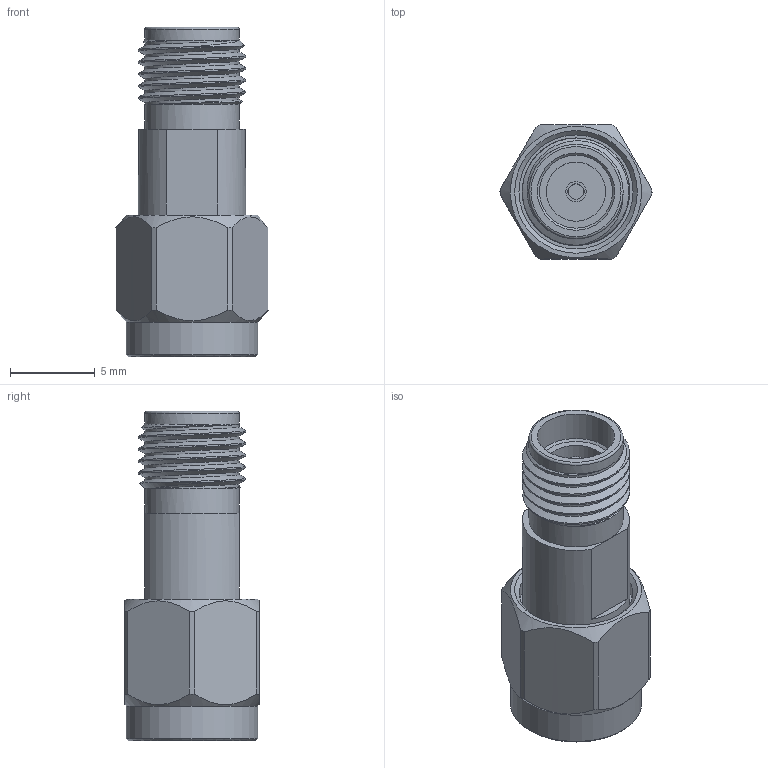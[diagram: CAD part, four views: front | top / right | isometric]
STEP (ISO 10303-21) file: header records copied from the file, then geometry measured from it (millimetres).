
FILE_DESCRIPTION (( 'STEP AP203' ), '1' );
FILE_NAME ('PE9332_3D.step', '2020-07-14T21:36:19', ( '' ), ( '' ), 'SwSTEP 2.0', 'SolidWorks 2018', '' );
FILE_SCHEMA (( 'CONFIG_CONTROL_DESIGN' ));
Length unit declared in the file: inch
Products named in the file (1): PE9332_3D
Bounding box: 8.99 x 7.94 x 19.5 mm (x, y, z)
Volume: 565.1 mm3; surface area: 914.3 mm2
Topology: 2 solids, 2 shells, 77 faces, 204 edges, 140 vertices
Faces by surface type: plane 33, cylinder 28, cone 9, bspline 6, torus 1
Full cylindrical faces by diameter (mm): 0.919 x1, 0.94 x1, 1.194 x3, 3.5 x2, 4.445 x1, 4.572 x1, 5.582 x2, 6.35 x7, 6.746 x1, 7.762 x1
Entity records: 5686 total; most frequent: CARTESIAN_POINT 4057, ORIENTED_EDGE 334, DIRECTION 268, EDGE_CURVE 167, VERTEX_POINT 131, AXIS2_PLACEMENT_3D 115, EDGE_LOOP 104, FACE_OUTER_BOUND 87
